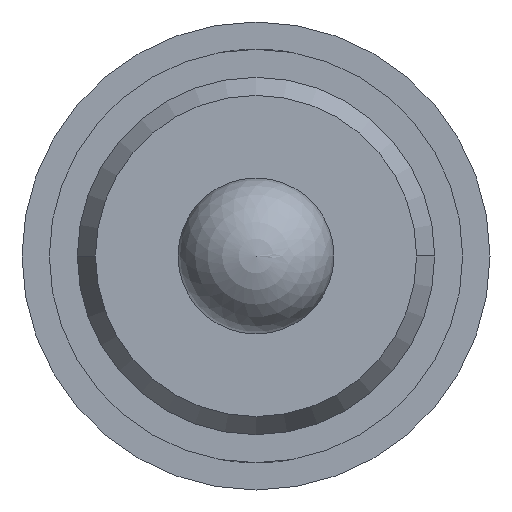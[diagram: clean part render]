
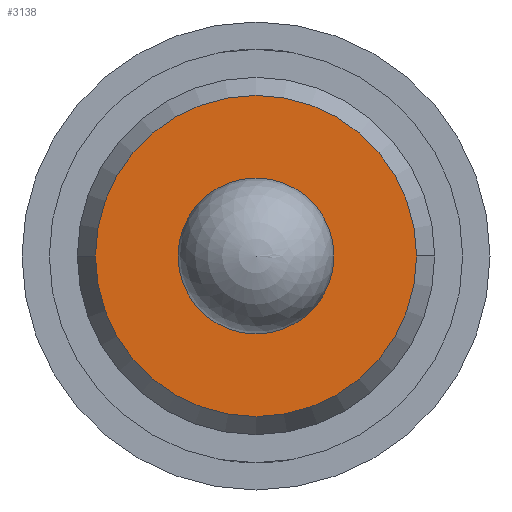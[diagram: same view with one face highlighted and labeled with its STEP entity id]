
A CAD part, front view. The second image highlights one B-rep face of the part: STEP entity #3138.
In plain terms, the highlighted planar face has unit normal (0, -1, 0).
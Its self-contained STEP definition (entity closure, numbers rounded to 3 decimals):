
#172 = AXIS2_PLACEMENT_3D ( 'NONE', #4524, #1360, #2542 ) ;
#627 = ORIENTED_EDGE ( 'NONE', *, *, #1458, .T. ) ;
#1183 = VERTEX_POINT ( 'NONE', #1326 ) ;
#1232 = VERTEX_POINT ( 'NONE', #4483 ) ;
#1326 = CARTESIAN_POINT ( 'NONE',  ( 0., -28.6, -0.5 ) ) ;
#1360 = DIRECTION ( 'NONE',  ( 0., 1., 0. ) ) ;
#1426 = DIRECTION ( 'NONE',  ( 0., -1., 0. ) ) ;
#1458 = EDGE_CURVE ( 'Defeature ausgef�hrt1_22+Defeature ausgef�hrt1_24+Defeature ausgef�hrt1_24+Defeature ausgef�hrt1_24', #1232, #2680, #4696, .T. ) ;
#1516 = EDGE_CURVE ( 'Defeature ausgef�hrt1_22+Defeature ausgef�hrt1_26+Defeature ausgef�hrt1_26+Defeature ausgef�hrt1_26', #1183, #2941, #1989, .T. ) ;
#1666 = AXIS2_PLACEMENT_3D ( 'NONE', #4339, #2820, #3005 ) ;
#1736 = DIRECTION ( 'NONE',  ( 0., -1., 0. ) ) ;
#1855 = ORIENTED_EDGE ( 'NONE', *, *, #4294, .T. ) ;
#1989 = CIRCLE ( 'NONE', #172, 0.5 ) ;
#2460 = AXIS2_PLACEMENT_3D ( 'NONE', #3687, #1736, #2493 ) ;
#2493 = DIRECTION ( 'NONE',  ( 1., 0., 0. ) ) ;
#2542 = DIRECTION ( 'NONE',  ( 0., 0., -1. ) ) ;
#2680 = VERTEX_POINT ( 'NONE', #3334 ) ;
#2714 = AXIS2_PLACEMENT_3D ( 'NONE', #3822, #1426, #3421 ) ;
#2820 = DIRECTION ( 'NONE',  ( 0., -1., 0. ) ) ;
#2934 = AXIS2_PLACEMENT_3D ( 'NONE', #4698, #5176, #5100 ) ;
#2941 = VERTEX_POINT ( 'NONE', #4363 ) ;
#3005 = DIRECTION ( 'NONE',  ( 1., 0., 0. ) ) ;
#3133 = PLANE ( 'NONE',  #1666 ) ;
#3138 = ADVANCED_FACE ( 'Defeature ausgef�hrt1_22', ( #3473, #4437 ), #3133, .T. ) ;
#3334 = CARTESIAN_POINT ( 'NONE',  ( 1.03, -28.6, 0. ) ) ;
#3421 = DIRECTION ( 'NONE',  ( 1., 0., 0. ) ) ;
#3473 = FACE_BOUND ( 'NONE', #4002, .T. ) ;
#3659 = CIRCLE ( 'NONE', #2460, 1.03 ) ;
#3687 = CARTESIAN_POINT ( 'NONE',  ( 0., -28.6, 0. ) ) ;
#3782 = EDGE_CURVE ( 'Defeature ausgef�hrt1_22+Defeature ausgef�hrt1_24+Defeature ausgef�hrt1_24+Defeature ausgef�hrt1_24', #2680, #1232, #3659, .T. ) ;
#3822 = CARTESIAN_POINT ( 'NONE',  ( 0., -28.6, 0. ) ) ;
#4002 = EDGE_LOOP ( 'NONE', ( #1855, #4552 ) ) ;
#4294 = EDGE_CURVE ( 'Defeature ausgef�hrt1_22+Defeature ausgef�hrt1_26+Defeature ausgef�hrt1_26+Defeature ausgef�hrt1_26', #2941, #1183, #4950, .T. ) ;
#4339 = CARTESIAN_POINT ( 'NONE',  ( -1.145, -28.6, 0. ) ) ;
#4363 = CARTESIAN_POINT ( 'NONE',  ( 0., -28.6, 0.5 ) ) ;
#4437 = FACE_OUTER_BOUND ( 'NONE', #4554, .T. ) ;
#4483 = CARTESIAN_POINT ( 'NONE',  ( -1.03, -28.6, 0. ) ) ;
#4524 = CARTESIAN_POINT ( 'NONE',  ( 0., -28.6, 0. ) ) ;
#4552 = ORIENTED_EDGE ( 'NONE', *, *, #1516, .T. ) ;
#4554 = EDGE_LOOP ( 'NONE', ( #627, #4561 ) ) ;
#4561 = ORIENTED_EDGE ( 'NONE', *, *, #3782, .T. ) ;
#4696 = CIRCLE ( 'NONE', #2714, 1.03 ) ;
#4698 = CARTESIAN_POINT ( 'NONE',  ( 0., -28.6, 0. ) ) ;
#4950 = CIRCLE ( 'NONE', #2934, 0.5 ) ;
#5100 = DIRECTION ( 'NONE',  ( 0., 0., -1. ) ) ;
#5176 = DIRECTION ( 'NONE',  ( 0., 1., 0. ) ) ;
